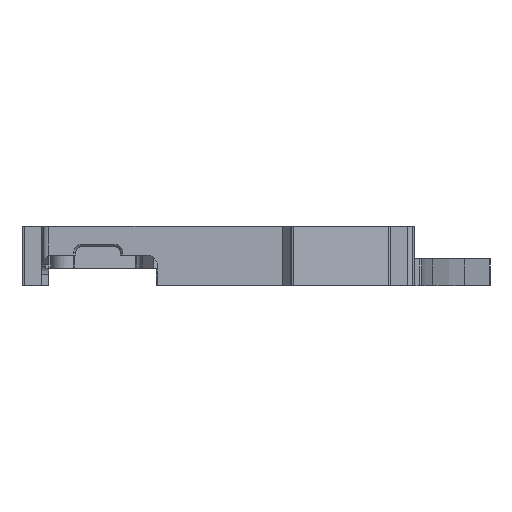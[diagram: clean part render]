
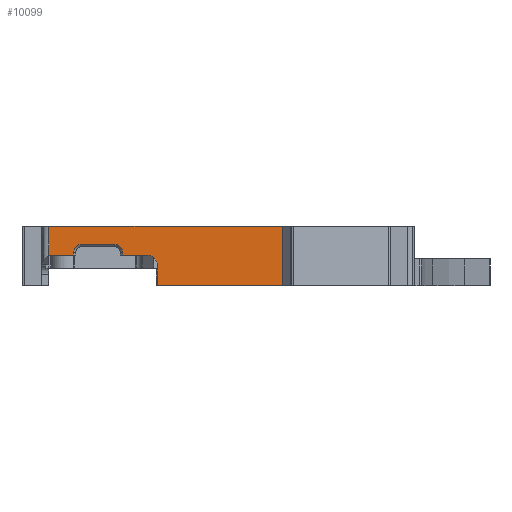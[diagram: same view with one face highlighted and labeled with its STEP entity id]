
A CAD part, left-side view. The second image highlights one B-rep face of the part: STEP entity #10099.
In plain terms, the highlighted planar face has unit normal (-1, 0, 0).
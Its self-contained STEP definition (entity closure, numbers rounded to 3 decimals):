
#282 = VECTOR ( 'NONE', #9735, 1000. ) ;
#638 = LINE ( 'NONE', #2215, #9448 ) ;
#949 = LINE ( 'NONE', #5100, #10687 ) ;
#1007 = EDGE_CURVE ( 'NONE', #1859, #9567, #4012, .T. ) ;
#1384 = CARTESIAN_POINT ( 'NONE',  ( 28.638, -48.405, 4.345 ) ) ;
#1570 = ORIENTED_EDGE ( 'NONE', *, *, #10802, .F. ) ;
#1823 = LINE ( 'NONE', #9814, #282 ) ;
#1859 = VERTEX_POINT ( 'NONE', #8055 ) ;
#1920 = ORIENTED_EDGE ( 'NONE', *, *, #3830, .F. ) ;
#1960 = DIRECTION ( 'NONE',  ( 0., 0., 1. ) ) ;
#2215 = CARTESIAN_POINT ( 'NONE',  ( 28.638, -72.1, 1.147 ) ) ;
#2400 = EDGE_CURVE ( 'NONE', #17435, #12476, #1823, .T. ) ;
#2555 = DIRECTION ( 'NONE',  ( -1., 0., 0. ) ) ;
#2669 = ORIENTED_EDGE ( 'NONE', *, *, #16215, .T. ) ;
#2812 = DIRECTION ( 'NONE',  ( 0., -1., 0. ) ) ;
#3115 = DIRECTION ( 'NONE',  ( 0., 0., -1. ) ) ;
#3155 = LINE ( 'NONE', #11050, #6469 ) ;
#3484 = VERTEX_POINT ( 'NONE', #14654 ) ;
#3566 = AXIS2_PLACEMENT_3D ( 'NONE', #13032, #7619, #6306 ) ;
#3830 = EDGE_CURVE ( 'NONE', #14793, #3484, #8613, .T. ) ;
#4012 = CIRCLE ( 'NONE', #13653, 1.7 ) ;
#4055 = DIRECTION ( 'NONE',  ( 0., -1., 0. ) ) ;
#4199 = ORIENTED_EDGE ( 'NONE', *, *, #2400, .F. ) ;
#4343 = CARTESIAN_POINT ( 'NONE',  ( 28.638, -98.604, 10.45 ) ) ;
#4828 = DIRECTION ( 'NONE',  ( 0., 0., 1. ) ) ;
#5100 = CARTESIAN_POINT ( 'NONE',  ( 28.638, -49.155, -0.05 ) ) ;
#5226 = EDGE_CURVE ( 'NONE', #9567, #9854, #13200, .T. ) ;
#5541 = PLANE ( 'NONE',  #9534 ) ;
#5615 = ORIENTED_EDGE ( 'NONE', *, *, #10864, .T. ) ;
#5628 = EDGE_CURVE ( 'NONE', #16127, #3484, #9287, .T. ) ;
#5741 = EDGE_CURVE ( 'NONE', #10695, #11976, #3155, .T. ) ;
#5906 = LINE ( 'NONE', #9903, #15746 ) ;
#5971 = VECTOR ( 'NONE', #3115, 1000. ) ;
#6142 = AXIS2_PLACEMENT_3D ( 'NONE', #9146, #7802, #14184 ) ;
#6306 = DIRECTION ( 'NONE',  ( 0., -1., 0. ) ) ;
#6469 = VECTOR ( 'NONE', #16434, 1000. ) ;
#6509 = CARTESIAN_POINT ( 'NONE',  ( 28.638, -72.1, -2.05 ) ) ;
#6653 = DIRECTION ( 'NONE',  ( 0., 1., 0. ) ) ;
#7432 = EDGE_CURVE ( 'NONE', #9540, #11344, #5906, .T. ) ;
#7466 = ORIENTED_EDGE ( 'NONE', *, *, #11095, .F. ) ;
#7619 = DIRECTION ( 'NONE',  ( 1., 0., 0. ) ) ;
#7802 = DIRECTION ( 'NONE',  ( -1., 0., 0. ) ) ;
#8055 = CARTESIAN_POINT ( 'NONE',  ( 28.638, -64.8, 4.93 ) ) ;
#8199 = FACE_OUTER_BOUND ( 'NONE', #17463, .T. ) ;
#8613 = LINE ( 'NONE', #9785, #5971 ) ;
#8654 = VECTOR ( 'NONE', #13067, 1000. ) ;
#8723 = EDGE_CURVE ( 'NONE', #10695, #12476, #14298, .T. ) ;
#8938 = CARTESIAN_POINT ( 'NONE',  ( 28.638, -63.1, 6.63 ) ) ;
#9146 = CARTESIAN_POINT ( 'NONE',  ( 28.638, -56.1, 4.93 ) ) ;
#9287 = LINE ( 'NONE', #1384, #16068 ) ;
#9406 = CARTESIAN_POINT ( 'NONE',  ( 28.638, -70.1, 4.345 ) ) ;
#9448 = VECTOR ( 'NONE', #10197, 1000. ) ;
#9534 = AXIS2_PLACEMENT_3D ( 'NONE', #13608, #10777, #14744 ) ;
#9540 = VERTEX_POINT ( 'NONE', #10707 ) ;
#9567 = VERTEX_POINT ( 'NONE', #8938 ) ;
#9735 = DIRECTION ( 'NONE',  ( 0., -1., 0. ) ) ;
#9785 = CARTESIAN_POINT ( 'NONE',  ( 28.638, -54.4, 1.855 ) ) ;
#9814 = CARTESIAN_POINT ( 'NONE',  ( 28.638, -98.604, 10.45 ) ) ;
#9843 = CIRCLE ( 'NONE', #6142, 1.7 ) ;
#9854 = VERTEX_POINT ( 'NONE', #11396 ) ;
#9903 = CARTESIAN_POINT ( 'NONE',  ( 28.638, -48.405, 4.345 ) ) ;
#10099 = ADVANCED_FACE ( 'NONE', ( #8199 ), #5541, .T. ) ;
#10197 = DIRECTION ( 'NONE',  ( 0., 0., -1. ) ) ;
#10507 = CARTESIAN_POINT ( 'NONE',  ( 28.638, -98.604, -0.05 ) ) ;
#10653 = ORIENTED_EDGE ( 'NONE', *, *, #5741, .F. ) ;
#10687 = VECTOR ( 'NONE', #4828, 1000. ) ;
#10695 = VERTEX_POINT ( 'NONE', #12607 ) ;
#10707 = CARTESIAN_POINT ( 'NONE',  ( 28.638, -64.8, 4.345 ) ) ;
#10777 = DIRECTION ( 'NONE',  ( -1., 0., 0. ) ) ;
#10802 = EDGE_CURVE ( 'NONE', #9854, #14793, #9843, .T. ) ;
#10864 = EDGE_CURVE ( 'NONE', #11344, #15494, #10955, .T. ) ;
#10955 = CIRCLE ( 'NONE', #3566, 2. ) ;
#11050 = CARTESIAN_POINT ( 'NONE',  ( 28.638, -98.604, -2.05 ) ) ;
#11095 = EDGE_CURVE ( 'NONE', #16127, #17435, #949, .T. ) ;
#11344 = VERTEX_POINT ( 'NONE', #9406 ) ;
#11396 = CARTESIAN_POINT ( 'NONE',  ( 28.638, -56.1, 6.63 ) ) ;
#11644 = DIRECTION ( 'NONE',  ( 0., -1., 0. ) ) ;
#11880 = CARTESIAN_POINT ( 'NONE',  ( 28.638, -51.878, 6.63 ) ) ;
#11933 = ORIENTED_EDGE ( 'NONE', *, *, #7432, .T. ) ;
#11976 = VERTEX_POINT ( 'NONE', #6509 ) ;
#12359 = ORIENTED_EDGE ( 'NONE', *, *, #16213, .F. ) ;
#12476 = VERTEX_POINT ( 'NONE', #4343 ) ;
#12607 = CARTESIAN_POINT ( 'NONE',  ( 28.638, -98.604, -2.05 ) ) ;
#13032 = CARTESIAN_POINT ( 'NONE',  ( 28.638, -70.1, 2.345 ) ) ;
#13067 = DIRECTION ( 'NONE',  ( 0., 0., 1. ) ) ;
#13200 = LINE ( 'NONE', #11880, #15777 ) ;
#13294 = ORIENTED_EDGE ( 'NONE', *, *, #8723, .T. ) ;
#13608 = CARTESIAN_POINT ( 'NONE',  ( 28.638, -47.655, -0.05 ) ) ;
#13653 = AXIS2_PLACEMENT_3D ( 'NONE', #14687, #2555, #4055 ) ;
#14184 = DIRECTION ( 'NONE',  ( 0., 0., 1. ) ) ;
#14298 = LINE ( 'NONE', #10507, #8654 ) ;
#14636 = CARTESIAN_POINT ( 'NONE',  ( 28.638, -54.4, 4.93 ) ) ;
#14654 = CARTESIAN_POINT ( 'NONE',  ( 28.638, -54.4, 4.345 ) ) ;
#14687 = CARTESIAN_POINT ( 'NONE',  ( 28.638, -63.1, 4.93 ) ) ;
#14744 = DIRECTION ( 'NONE',  ( 0., 0., 1. ) ) ;
#14793 = VERTEX_POINT ( 'NONE', #14636 ) ;
#15156 = CARTESIAN_POINT ( 'NONE',  ( 28.638, -49.155, 4.345 ) ) ;
#15299 = CARTESIAN_POINT ( 'NONE',  ( 28.638, -72.1, 2.345 ) ) ;
#15494 = VERTEX_POINT ( 'NONE', #15299 ) ;
#15575 = CARTESIAN_POINT ( 'NONE',  ( 28.638, -64.8, 2.44 ) ) ;
#15661 = LINE ( 'NONE', #15575, #16498 ) ;
#15746 = VECTOR ( 'NONE', #11644, 1000. ) ;
#15777 = VECTOR ( 'NONE', #6653, 1000. ) ;
#15782 = CARTESIAN_POINT ( 'NONE',  ( 28.638, -49.155, 10.45 ) ) ;
#15935 = ORIENTED_EDGE ( 'NONE', *, *, #5628, .T. ) ;
#16001 = ORIENTED_EDGE ( 'NONE', *, *, #1007, .F. ) ;
#16068 = VECTOR ( 'NONE', #2812, 1000. ) ;
#16127 = VERTEX_POINT ( 'NONE', #15156 ) ;
#16213 = EDGE_CURVE ( 'NONE', #9540, #1859, #15661, .T. ) ;
#16215 = EDGE_CURVE ( 'NONE', #15494, #11976, #638, .T. ) ;
#16349 = ORIENTED_EDGE ( 'NONE', *, *, #5226, .F. ) ;
#16434 = DIRECTION ( 'NONE',  ( 0., 1., 0. ) ) ;
#16498 = VECTOR ( 'NONE', #1960, 1000. ) ;
#17435 = VERTEX_POINT ( 'NONE', #15782 ) ;
#17463 = EDGE_LOOP ( 'NONE', ( #7466, #15935, #1920, #1570, #16349, #16001, #12359, #11933, #5615, #2669, #10653, #13294, #4199 ) ) ;
